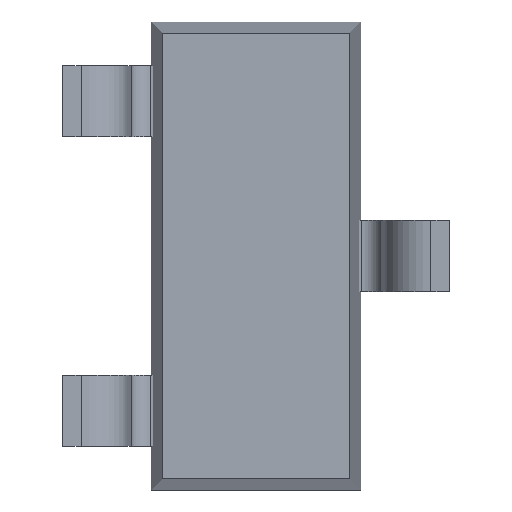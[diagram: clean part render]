
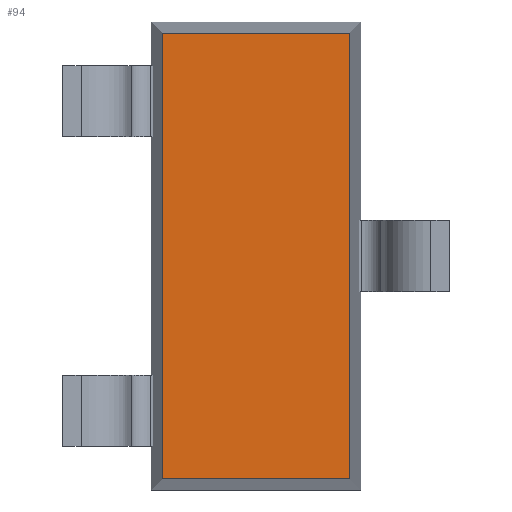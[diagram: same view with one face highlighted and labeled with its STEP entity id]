
A CAD part, front view. The second image highlights one B-rep face of the part: STEP entity #94.
In plain terms, the highlighted planar face has unit normal (0, -1, 0).
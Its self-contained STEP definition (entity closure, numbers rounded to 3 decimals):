
#31 = ORIENTED_EDGE ( 'NONE', *, *, #406, .F. ) ;
#94 = ADVANCED_FACE ( 'NONE', ( #1138 ), #1055, .F. ) ;
#132 = VERTEX_POINT ( 'NONE', #1472 ) ;
#164 = CARTESIAN_POINT ( 'NONE',  ( -0.58, 0.1, 1.38 ) ) ;
#174 = CARTESIAN_POINT ( 'NONE',  ( -0.58, 0.1, -1.38 ) ) ;
#175 = CARTESIAN_POINT ( 'NONE',  ( 0.58, 0.1, 0. ) ) ;
#213 = LINE ( 'NONE', #175, #1158 ) ;
#248 = CARTESIAN_POINT ( 'NONE',  ( 0., 0.1, -1.38 ) ) ;
#322 = VERTEX_POINT ( 'NONE', #164 ) ;
#339 = VERTEX_POINT ( 'NONE', #174 ) ;
#357 = DIRECTION ( 'NONE',  ( -1., 0., 0. ) ) ;
#406 = EDGE_CURVE ( 'NONE', #339, #322, #939, .T. ) ;
#446 = VECTOR ( 'NONE', #357, 1000. ) ;
#470 = CARTESIAN_POINT ( 'NONE',  ( -0.58, 0.1, 0. ) ) ;
#517 = DIRECTION ( 'NONE',  ( 1., 0., 0. ) ) ;
#551 = ORIENTED_EDGE ( 'NONE', *, *, #1343, .F. ) ;
#576 = DIRECTION ( 'NONE',  ( 0., 0., 1. ) ) ;
#585 = EDGE_CURVE ( 'NONE', #132, #339, #618, .T. ) ;
#592 = CARTESIAN_POINT ( 'NONE',  ( 0.58, 0.1, 1.38 ) ) ;
#618 = LINE ( 'NONE', #248, #446 ) ;
#647 = CARTESIAN_POINT ( 'NONE',  ( 0., 0.1, 0. ) ) ;
#678 = VECTOR ( 'NONE', #517, 1000. ) ;
#679 = AXIS2_PLACEMENT_3D ( 'NONE', #647, #1537, #1286 ) ;
#775 = CARTESIAN_POINT ( 'NONE',  ( 0., 0.1, 1.38 ) ) ;
#862 = VERTEX_POINT ( 'NONE', #592 ) ;
#904 = VECTOR ( 'NONE', #576, 1000. ) ;
#939 = LINE ( 'NONE', #470, #904 ) ;
#1055 = PLANE ( 'NONE',  #679 ) ;
#1116 = LINE ( 'NONE', #775, #678 ) ;
#1138 = FACE_OUTER_BOUND ( 'NONE', #1328, .T. ) ;
#1141 = DIRECTION ( 'NONE',  ( 0., 0., -1. ) ) ;
#1158 = VECTOR ( 'NONE', #1141, 1000. ) ;
#1286 = DIRECTION ( 'NONE',  ( 0., 0., 1. ) ) ;
#1311 = EDGE_CURVE ( 'NONE', #862, #132, #213, .T. ) ;
#1328 = EDGE_LOOP ( 'NONE', ( #1444, #551, #31, #1510 ) ) ;
#1343 = EDGE_CURVE ( 'NONE', #322, #862, #1116, .T. ) ;
#1444 = ORIENTED_EDGE ( 'NONE', *, *, #1311, .F. ) ;
#1472 = CARTESIAN_POINT ( 'NONE',  ( 0.58, 0.1, -1.38 ) ) ;
#1510 = ORIENTED_EDGE ( 'NONE', *, *, #585, .F. ) ;
#1537 = DIRECTION ( 'NONE',  ( 0., 1., 0. ) ) ;
